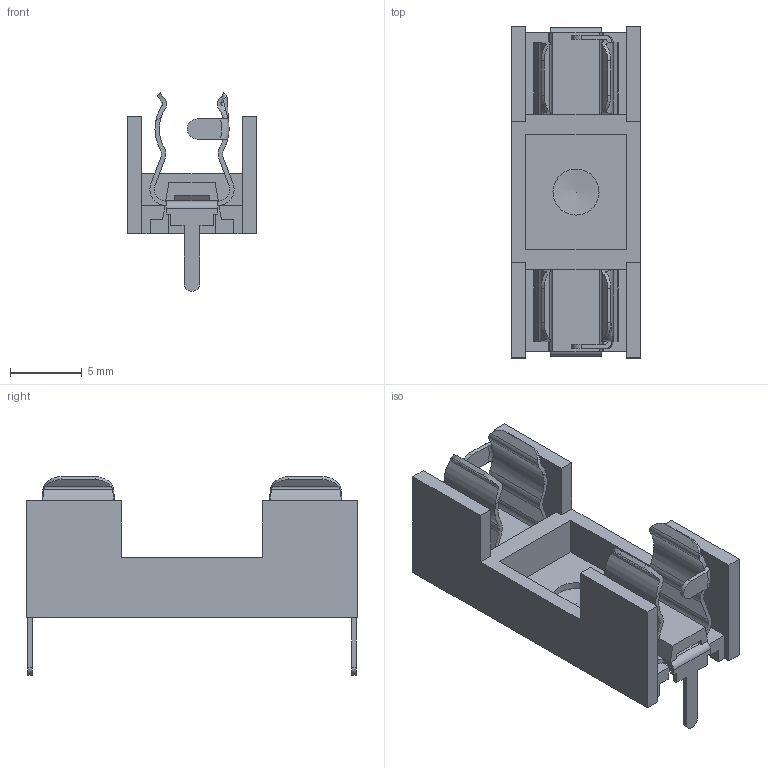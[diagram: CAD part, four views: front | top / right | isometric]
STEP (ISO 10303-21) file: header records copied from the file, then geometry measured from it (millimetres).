
FILE_DESCRIPTION(/* description */ (''),/* implementation_level */ '2;1');
FILE_NAME(/* name */ '1935.1031.stp',/* time_stamp */ '2023-02-17T11:46:43+03:00',/* author */ ('ildiko sezer'),/* organization */ (''),/* preprocessor_version */ 'ST-DEVELOPER v16.5',/* originating_system */ 'Autodesk Inventor 2017',/* authorisation */ '');
FILE_SCHEMA (('AUTOMOTIVE_DESIGN { 1 0 10303 214 3 1 1 }'));
Length unit declared in the file: millimetre
Products named in the file (5): 1935.1031stp; 1935.1031; Part2; Part3; Symmetry_of_Part3
Assembly tree (4 placements, depth 3):
  1935.1031stp
    1935.1031
      Part2
      Part3
      Symmetry_of_Part3
Bounding box: 9 x 23.05 x 13.8 mm (x, y, z)
Volume: 604.7 mm3; surface area: 1666 mm2
Topology: 3 solids, 3 shells, 235 faces, 666 edges, 440 vertices
Faces by surface type: plane 179, cylinder 50, torus 4, cone 2
Full cylindrical faces by diameter (mm): 3.2 x2
Entity records: 7853 total; most frequent: CARTESIAN_POINT 1614, ORIENTED_EDGE 1320, DIRECTION 1210, EDGE_CURVE 660, LINE 522, VECTOR 522, VERTEX_POINT 438, AXIS2_PLACEMENT_3D 344
